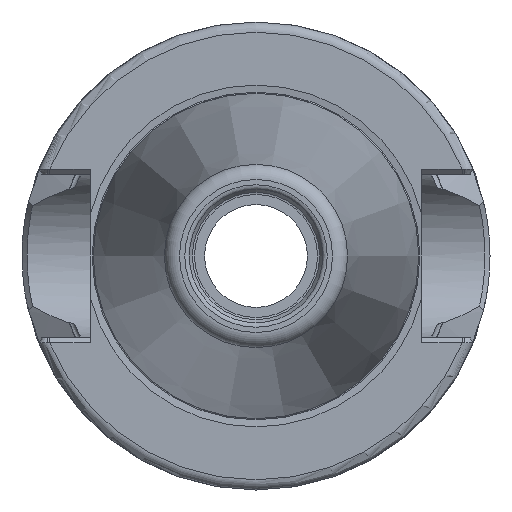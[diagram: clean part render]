
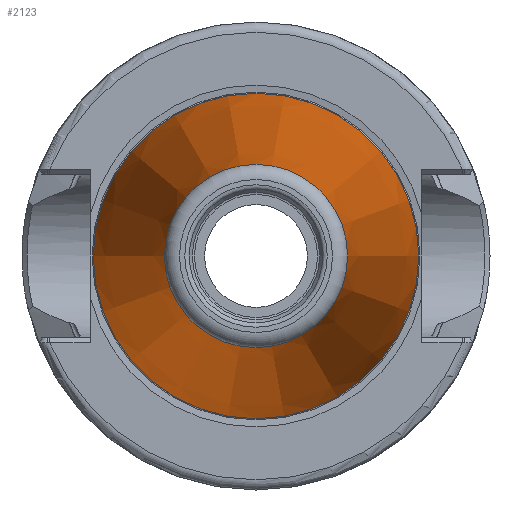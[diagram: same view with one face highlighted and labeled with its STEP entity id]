
A CAD part, left-side view. The second image highlights one B-rep face of the part: STEP entity #2123.
In plain terms, the highlighted conical face has half-angle 8.297 degrees and reference radius 12.502 mm.
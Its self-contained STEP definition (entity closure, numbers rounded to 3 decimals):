
#51=CONICAL_SURFACE('',#2282,12.502,0.145);
#243=FACE_OUTER_BOUND('',#359,.T.);
#359=EDGE_LOOP('',(#1633,#1634,#1635,#1636,#1637,#1638,#1639));
#495=LINE('',#4102,#591);
#591=VECTOR('',#2685,12.502);
#662=CIRCLE('',#2278,9.004);
#663=CIRCLE('',#2279,9.004);
#664=CIRCLE('',#2280,9.004);
#666=CIRCLE('',#2283,15.999);
#667=CIRCLE('',#2284,15.999);
#898=VERTEX_POINT('',#4090);
#899=VERTEX_POINT('',#4091);
#900=VERTEX_POINT('',#4093);
#901=VERTEX_POINT('',#4098);
#902=VERTEX_POINT('',#4099);
#1178=EDGE_CURVE('',#898,#899,#662,.T.);
#1179=EDGE_CURVE('',#900,#898,#663,.T.);
#1180=EDGE_CURVE('',#899,#900,#664,.T.);
#1182=EDGE_CURVE('',#901,#902,#666,.T.);
#1183=EDGE_CURVE('',#902,#901,#667,.T.);
#1184=EDGE_CURVE('',#902,#900,#495,.T.);
#1633=ORIENTED_EDGE('',*,*,#1182,.F.);
#1634=ORIENTED_EDGE('',*,*,#1183,.F.);
#1635=ORIENTED_EDGE('',*,*,#1184,.T.);
#1636=ORIENTED_EDGE('',*,*,#1179,.T.);
#1637=ORIENTED_EDGE('',*,*,#1178,.T.);
#1638=ORIENTED_EDGE('',*,*,#1180,.T.);
#1639=ORIENTED_EDGE('',*,*,#1184,.F.);
#2123=ADVANCED_FACE('',(#243),#51,.T.);
#2278=AXIS2_PLACEMENT_3D('',#4092,#2671,#2672);
#2279=AXIS2_PLACEMENT_3D('',#4094,#2673,#2674);
#2280=AXIS2_PLACEMENT_3D('',#4095,#2675,#2676);
#2282=AXIS2_PLACEMENT_3D('',#4097,#2679,#2680);
#2283=AXIS2_PLACEMENT_3D('',#4100,#2681,#2682);
#2284=AXIS2_PLACEMENT_3D('',#4101,#2683,#2684);
#2671=DIRECTION('center_axis',(1.,0.,0.));
#2672=DIRECTION('ref_axis',(0.,0.,-1.));
#2673=DIRECTION('center_axis',(1.,0.,0.));
#2674=DIRECTION('ref_axis',(0.,0.,-1.));
#2675=DIRECTION('center_axis',(1.,0.,0.));
#2676=DIRECTION('ref_axis',(0.,0.,-1.));
#2679=DIRECTION('center_axis',(1.,0.,0.));
#2680=DIRECTION('ref_axis',(0.,1.,0.));
#2681=DIRECTION('center_axis',(1.,0.,0.));
#2682=DIRECTION('ref_axis',(0.,0.,-1.));
#2683=DIRECTION('center_axis',(1.,0.,0.));
#2684=DIRECTION('ref_axis',(0.,0.,-1.));
#2685=DIRECTION('',(-0.99,0.144,0.));
#4090=CARTESIAN_POINT('',(-47.116,9.004,0.));
#4091=CARTESIAN_POINT('',(-47.116,0.,9.004));
#4092=CARTESIAN_POINT('Origin',(-47.116,0.,
0.));
#4093=CARTESIAN_POINT('',(-47.116,-9.004,0.));
#4094=CARTESIAN_POINT('Origin',(-47.116,0.,
0.));
#4095=CARTESIAN_POINT('Origin',(-47.116,0.,
0.));
#4097=CARTESIAN_POINT('Origin',(-23.132,0.,
0.));
#4098=CARTESIAN_POINT('',(0.852,15.999,0.));
#4099=CARTESIAN_POINT('',(0.852,-15.999,0.));
#4100=CARTESIAN_POINT('Origin',(0.852,0.,
0.));
#4101=CARTESIAN_POINT('Origin',(0.852,0.,
0.));
#4102=CARTESIAN_POINT('',(-23.132,-12.502,0.));
